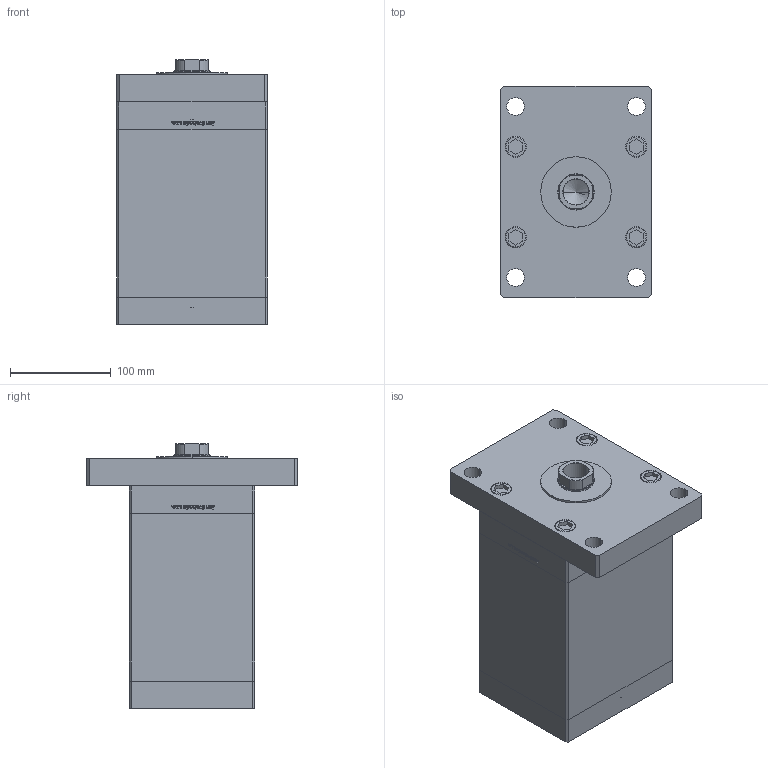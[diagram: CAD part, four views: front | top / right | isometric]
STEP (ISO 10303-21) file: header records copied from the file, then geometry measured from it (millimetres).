
FILE_DESCRIPTION (( 'STEP AP203' ), '1' );
FILE_NAME ('5623.STEP', '2024-01-09T01:11:08', ( '' ), ( '' ), 'SwSTEP 2.0', 'SolidWorks 2019', '' );
FILE_SCHEMA (( 'CONFIG_CONTROL_DESIGN' ));
Length unit declared in the file: millimetre
Products named in the file (7): V220C_FRONT_F fb4f0619ac031a5a6bb6472961d69bf5; V220C_F fb4f0619ac031a5a6bb6472961d69bf5; V220C BACK_F fb4f0619ac031a5a6bb6472961d69bf5; V220C_F_MIDDLE fb4f0619ac031a5a6bb6472961d69bf5; V220C_VC_F fb4f0619ac031a5a6bb6472961d69bf5; 5623; ALLEN BOLT fb4f0619ac031a5a6bb6472961d69bf5
Assembly tree (19 placements, depth 2):
  5623
    V220C BACK_F fb4f0619ac031a5a6bb6472961d69bf5
    V220C_F_MIDDLE fb4f0619ac031a5a6bb6472961d69bf5
    V220C_FRONT_F fb4f0619ac031a5a6bb6472961d69bf5
    V220C_F fb4f0619ac031a5a6bb6472961d69bf5
    ALLEN BOLT fb4f0619ac031a5a6bb6472961d69bf5  x14
    V220C_VC_F fb4f0619ac031a5a6bb6472961d69bf5
Bounding box: 150 x 210 x 263 mm (x, y, z)
Volume: 4363192.8 mm3; surface area: 472173.2 mm2
Topology: 19 solids, 19 shells, 1309 faces, 3237 edges, 2115 vertices
Faces by surface type: plane 516, bspline 484, cylinder 187, cone 62, torus 60
Entity records: 53590 total; most frequent: CARTESIAN_POINT 30439, ORIENTED_EDGE 5274, DIRECTION 3073, EDGE_CURVE 2637, VERTEX_POINT 1751, VECTOR 1367, LINE 1367, EDGE_LOOP 1208
